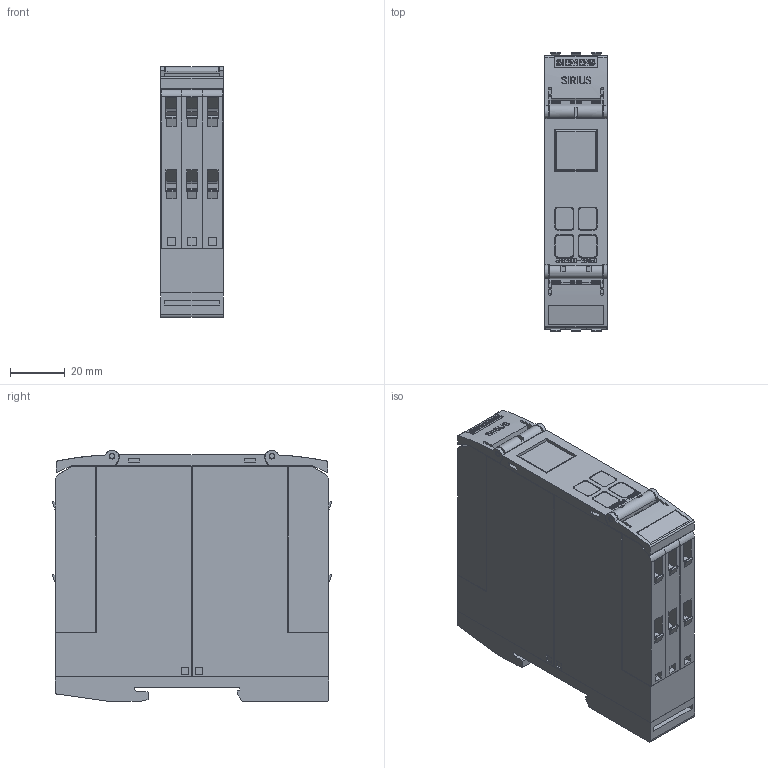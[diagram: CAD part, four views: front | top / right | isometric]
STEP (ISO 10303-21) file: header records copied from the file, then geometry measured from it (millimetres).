
FILE_DESCRIPTION(('STEP AP214'),'1');
FILE_NAME('cctmp_2B328400-8E45-498D-9629-4E72D2C87454_2023_07_21_11_06_02_0839..stp','2023-07-21T09:06:04',('SIEMENS A&D'),('CADClick - www.CADClick.com'),'Spatial InterOp 3D postprocessed',' ','unknown authorization');
FILE_SCHEMA(('AUTOMOTIVE_DESIGN'));
Length unit declared in the file: millimetre
Products named in the file (1): 2023_07_21_11_06_02_0776
Bounding box: 22.8 x 101.96 x 91.6 mm (x, y, z)
Volume: 189822.4 mm3; surface area: 52853.8 mm2
Topology: 1 solids, 1 shells, 1690 faces, 4774 edges, 3168 vertices
Faces by surface type: plane 1429, cylinder 245, torus 16
Entity records: 59708 total; most frequent: CARTESIAN_POINT 10191, ORIENTED_EDGE 9532, DIRECTION 8717, EDGE_CURVE 4766, LINE 4105, VECTOR 4105, VERTEX_POINT 3168, AXIS2_PLACEMENT_3D 2306
